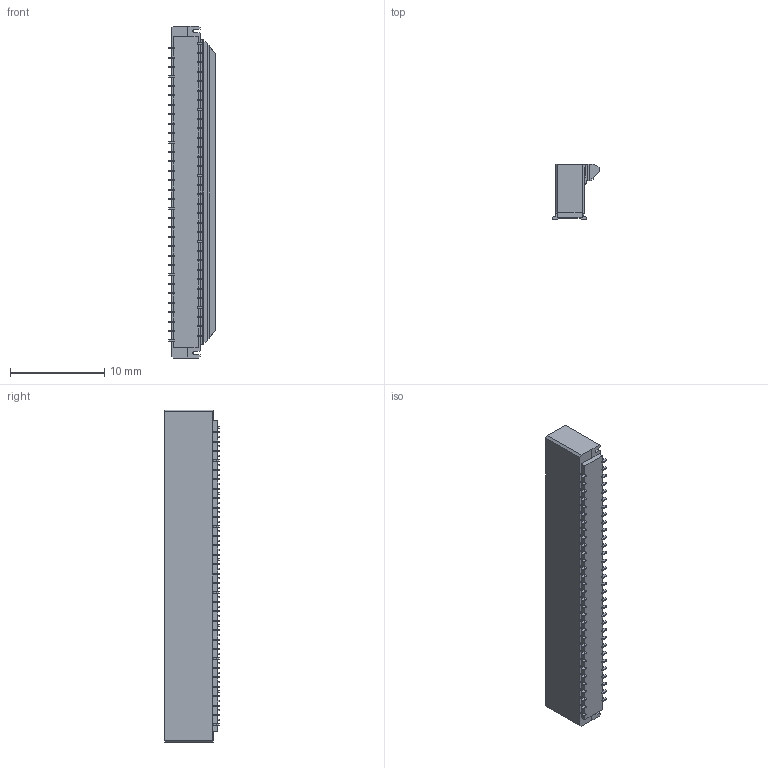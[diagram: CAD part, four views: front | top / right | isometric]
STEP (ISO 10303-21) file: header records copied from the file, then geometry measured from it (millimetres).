
FILE_DESCRIPTION(('CoCreate Modeling STEP Export'),'2;1');
FILE_NAME('FH40-64S-0.5SV.pkg.stp','2010-06-14T16:52:52',(''),(''),'CoCreate Modeling STEP processor for AP214 (Solid Model)','CoCreate Modeling 17.0 01-Apr-2010 (C) Parametric Technology GmbH','');
FILE_SCHEMA(('AUTOMOTIVE_DESIGN { 1 0 10303 214 1 1 1 1 }'));
Length unit declared in the file: millimetre
Products named in the file (1): FH40-64S-0.5SV
Bounding box: 4.9 x 5.8 x 35.2 mm (x, y, z)
Volume: 544.8 mm3; surface area: 1147.1 mm2
Topology: 1 solids, 1 shells, 1258 faces, 4153 edges, 2764 vertices
Faces by surface type: plane 1053, cylinder 203, torus 2
Entity records: 42915 total; most frequent: ORIENTED_EDGE 8306, CARTESIAN_POINT 7766, DIRECTION 6337, EDGE_CURVE 4153, VECTOR 3447, LINE 3447, VERTEX_POINT 2764, AXIS2_PLACEMENT_3D 1445
